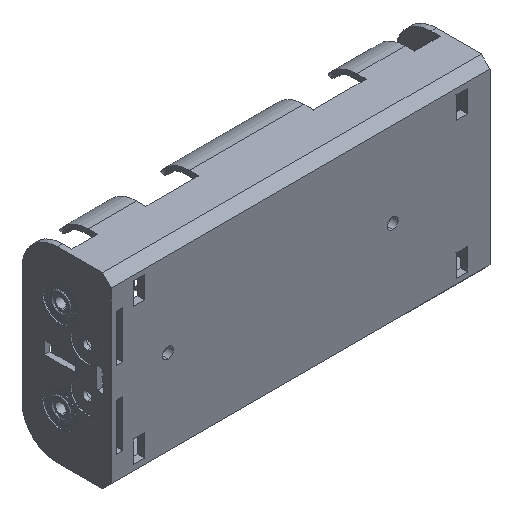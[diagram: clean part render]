
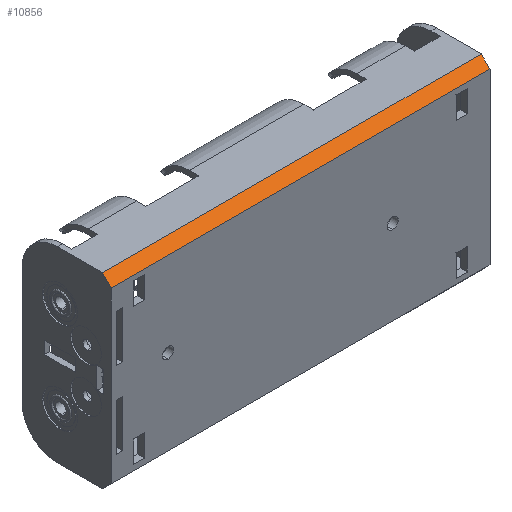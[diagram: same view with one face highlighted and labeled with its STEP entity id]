
A CAD part, isometric view. The second image highlights one B-rep face of the part: STEP entity #10856.
In plain terms, the highlighted planar face has unit normal (0, -0.707, 0.707).
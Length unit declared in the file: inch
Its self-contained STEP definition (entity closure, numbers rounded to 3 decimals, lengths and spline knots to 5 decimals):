
#268 = PLANE ( 'NONE',  #18032 ) ;
#877 = ORIENTED_EDGE ( 'NONE', *, *, #1253, .F. ) ;
#997 = CARTESIAN_POINT ( 'NONE',  ( -2.1515, 0.02425, 0.98675 ) ) ;
#1253 = EDGE_CURVE ( 'NONE', #16291, #2899, #4167, .T. ) ;
#1601 = CARTESIAN_POINT ( 'NONE',  ( 0., 0.1, 1.0625 ) ) ;
#1989 = DIRECTION ( 'NONE',  ( 1., 0., 0. ) ) ;
#2764 = LINE ( 'NONE', #8919, #17750 ) ;
#2851 = CARTESIAN_POINT ( 'NONE',  ( 0., 0., 0.9625 ) ) ;
#2899 = VERTEX_POINT ( 'NONE', #6712 ) ;
#4167 = LINE ( 'NONE', #7937, #11809 ) ;
#4226 = VECTOR ( 'NONE', #19711, 39.37008 ) ;
#5247 = VERTEX_POINT ( 'NONE', #6859 ) ;
#5480 = ORIENTED_EDGE ( 'NONE', *, *, #11322, .F. ) ;
#5597 = CARTESIAN_POINT ( 'NONE',  ( -2.1515, 0.1, 1.0625 ) ) ;
#5844 = ORIENTED_EDGE ( 'NONE', *, *, #16438, .F. ) ;
#6712 = CARTESIAN_POINT ( 'NONE',  ( 2.1515, 0.1, 1.0625 ) ) ;
#6859 = CARTESIAN_POINT ( 'NONE',  ( -2.1515, 0., 0.9625 ) ) ;
#7297 = DIRECTION ( 'NONE',  ( 0., -0.707, -0.707 ) ) ;
#7713 = VECTOR ( 'NONE', #11684, 39.37008 ) ;
#7937 = CARTESIAN_POINT ( 'NONE',  ( 0., 0.1, 1.0625 ) ) ;
#8919 = CARTESIAN_POINT ( 'NONE',  ( 2.1515, 0.1, 1.0625 ) ) ;
#9801 = VERTEX_POINT ( 'NONE', #11735 ) ;
#10833 = DIRECTION ( 'NONE',  ( 0., 0.707, -0.707 ) ) ;
#10856 = ADVANCED_FACE ( 'NONE', ( #14934 ), #268, .F. ) ;
#10910 = LINE ( 'NONE', #2851, #4226 ) ;
#11322 = EDGE_CURVE ( 'NONE', #5247, #16291, #15812, .T. ) ;
#11684 = DIRECTION ( 'NONE',  ( 0., 0.707, 0.707 ) ) ;
#11735 = CARTESIAN_POINT ( 'NONE',  ( 2.1515, 0., 0.9625 ) ) ;
#11809 = VECTOR ( 'NONE', #1989, 39.37008 ) ;
#14934 = FACE_OUTER_BOUND ( 'NONE', #19695, .T. ) ;
#15812 = LINE ( 'NONE', #997, #7713 ) ;
#16291 = VERTEX_POINT ( 'NONE', #5597 ) ;
#16438 = EDGE_CURVE ( 'NONE', #9801, #5247, #10910, .T. ) ;
#16782 = DIRECTION ( 'NONE',  ( 1., 0., 0. ) ) ;
#17029 = EDGE_CURVE ( 'NONE', #2899, #9801, #2764, .T. ) ;
#17750 = VECTOR ( 'NONE', #7297, 39.37008 ) ;
#18032 = AXIS2_PLACEMENT_3D ( 'NONE', #1601, #10833, #16782 ) ;
#18502 = ORIENTED_EDGE ( 'NONE', *, *, #17029, .F. ) ;
#19695 = EDGE_LOOP ( 'NONE', ( #5480, #5844, #18502, #877 ) ) ;
#19711 = DIRECTION ( 'NONE',  ( -1., 0., 0. ) ) ;
